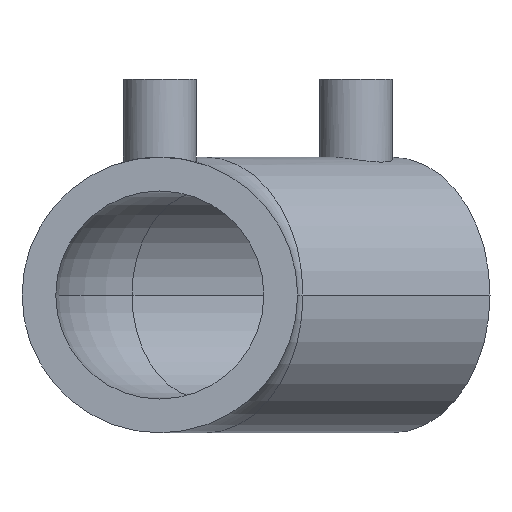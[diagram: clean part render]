
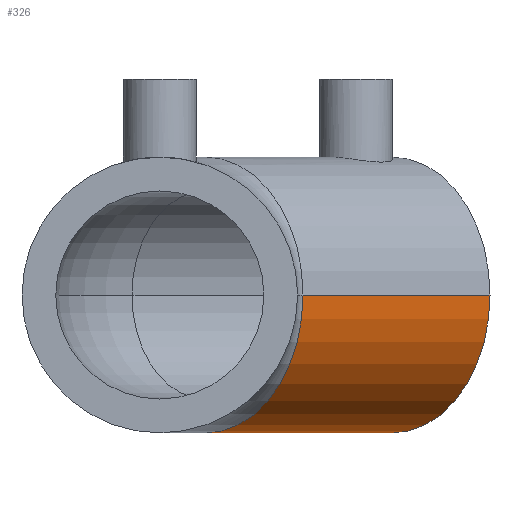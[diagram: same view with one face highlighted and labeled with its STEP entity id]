
A CAD part, front view. The second image highlights one B-rep face of the part: STEP entity #326.
In plain terms, the highlighted cylindrical face has radius 26.5 mm (diameter 53 mm), a partial arc.
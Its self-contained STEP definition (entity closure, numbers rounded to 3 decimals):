
#47 = ORIENTED_EDGE ( 'NONE', *, *, #60, .F. ) ;
#60 = EDGE_CURVE ( 'NONE', #288, #783, #301, .T. ) ;
#148 = CIRCLE ( 'NONE', #697, 26.5 ) ;
#156 = CARTESIAN_POINT ( 'NONE',  ( 27.525, 53.313, 0. ) ) ;
#165 = FACE_OUTER_BOUND ( 'NONE', #302, .T. ) ;
#201 = VECTOR ( 'NONE', #534, 1000. ) ;
#235 = DIRECTION ( 'NONE',  ( 0., 0., 1. ) ) ;
#236 = EDGE_CURVE ( 'NONE', #847, #852, #881, .T. ) ;
#254 = DIRECTION ( 'NONE',  ( 0.707, 0.707, 0. ) ) ;
#287 = EDGE_CURVE ( 'NONE', #783, #852, #148, .T. ) ;
#288 = VERTEX_POINT ( 'NONE', #730 ) ;
#301 = LINE ( 'NONE', #156, #468 ) ;
#302 = EDGE_LOOP ( 'NONE', ( #47, #376, #539, #866 ) ) ;
#326 = ADVANCED_FACE ( 'NONE', ( #165 ), #735, .T. ) ;
#343 = CIRCLE ( 'NONE', #773, 26.5 ) ;
#376 = ORIENTED_EDGE ( 'NONE', *, *, #648, .T. ) ;
#394 = CARTESIAN_POINT ( 'NONE',  ( 44.735, 108., 0. ) ) ;
#468 = VECTOR ( 'NONE', #626, 1000. ) ;
#534 = DIRECTION ( 'NONE',  ( 0.707, 0.707, 0. ) ) ;
#539 = ORIENTED_EDGE ( 'NONE', *, *, #236, .T. ) ;
#558 = AXIS2_PLACEMENT_3D ( 'NONE', #582, #914, #1063 ) ;
#582 = CARTESIAN_POINT ( 'NONE',  ( 8.787, 72.052, 0. ) ) ;
#626 = DIRECTION ( 'NONE',  ( 0.707, 0.707, 0. ) ) ;
#640 = CARTESIAN_POINT ( 'NONE',  ( -9.952, 90.79, 0. ) ) ;
#644 = DIRECTION ( 'NONE',  ( 0., 0., 1. ) ) ;
#648 = EDGE_CURVE ( 'NONE', #288, #847, #343, .T. ) ;
#660 = CARTESIAN_POINT ( 'NONE',  ( -9.952, 90.79, 0. ) ) ;
#697 = AXIS2_PLACEMENT_3D ( 'NONE', #394, #254, #235 ) ;
#727 = CARTESIAN_POINT ( 'NONE',  ( 8.787, 72.052, 0. ) ) ;
#730 = CARTESIAN_POINT ( 'NONE',  ( 27.525, 53.313, 0. ) ) ;
#735 = CYLINDRICAL_SURFACE ( 'NONE', #558, 26.5 ) ;
#773 = AXIS2_PLACEMENT_3D ( 'NONE', #727, #983, #644 ) ;
#783 = VERTEX_POINT ( 'NONE', #1020 ) ;
#847 = VERTEX_POINT ( 'NONE', #660 ) ;
#852 = VERTEX_POINT ( 'NONE', #997 ) ;
#866 = ORIENTED_EDGE ( 'NONE', *, *, #287, .F. ) ;
#881 = LINE ( 'NONE', #640, #201 ) ;
#914 = DIRECTION ( 'NONE',  ( 0.707, 0.707, 0. ) ) ;
#983 = DIRECTION ( 'NONE',  ( 0.707, 0.707, 0. ) ) ;
#997 = CARTESIAN_POINT ( 'NONE',  ( 25.997, 126.738, 0. ) ) ;
#1020 = CARTESIAN_POINT ( 'NONE',  ( 63.473, 89.262, 0. ) ) ;
#1063 = DIRECTION ( 'NONE',  ( -0.707, 0.707, 0. ) ) ;
